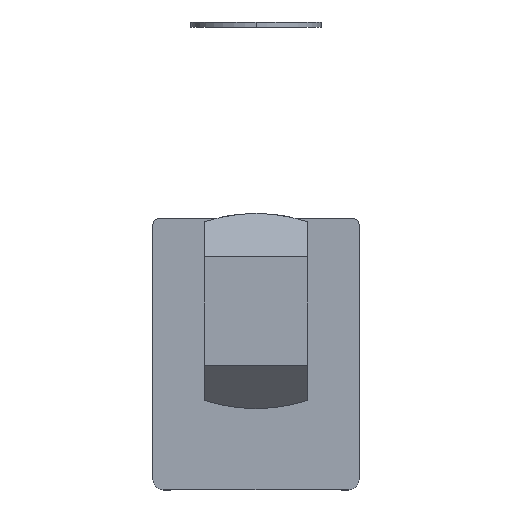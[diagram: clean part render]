
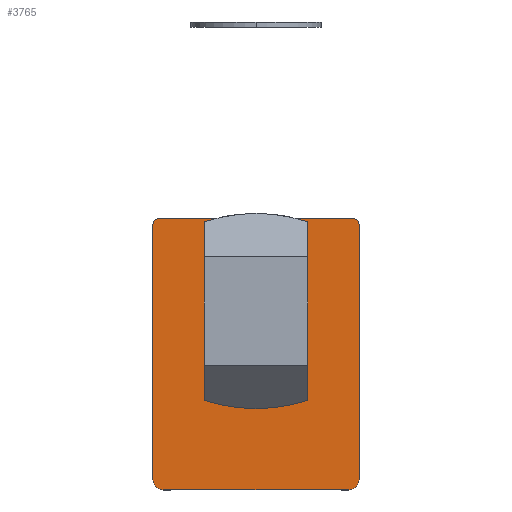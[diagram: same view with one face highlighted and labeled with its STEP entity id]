
A CAD part, front view. The second image highlights one B-rep face of the part: STEP entity #3765.
In plain terms, the highlighted planar face has unit normal (0, -1, 0).
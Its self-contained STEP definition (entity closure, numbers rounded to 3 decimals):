
#12 = VECTOR ( 'NONE', #1354, 1000. ) ;
#79 = AXIS2_PLACEMENT_3D ( 'NONE', #4037, #2147, #145 ) ;
#145 = DIRECTION ( 'NONE',  ( 0., 0., 1. ) ) ;
#226 = EDGE_CURVE ( 'NONE', #3992, #1731, #2469, .T. ) ;
#257 = VERTEX_POINT ( 'NONE', #3356 ) ;
#345 = VERTEX_POINT ( 'NONE', #1210 ) ;
#373 = ORIENTED_EDGE ( 'NONE', *, *, #3543, .F. ) ;
#443 = DIRECTION ( 'NONE',  ( 1., 0., 0. ) ) ;
#463 = CARTESIAN_POINT ( 'NONE',  ( 19., 0., -25. ) ) ;
#479 = ORIENTED_EDGE ( 'NONE', *, *, #577, .T. ) ;
#506 = EDGE_CURVE ( 'NONE', #1023, #1268, #1563, .T. ) ;
#550 = CARTESIAN_POINT ( 'NONE',  ( 14.25, 0., -3.5 ) ) ;
#559 = LINE ( 'NONE', #463, #3897 ) ;
#577 = EDGE_CURVE ( 'NONE', #1023, #1197, #1122, .T. ) ;
#587 = AXIS2_PLACEMENT_3D ( 'NONE', #1146, #3398, #1491 ) ;
#687 = AXIS2_PLACEMENT_3D ( 'NONE', #951, #3220, #1290 ) ;
#689 = VECTOR ( 'NONE', #1542, 1000. ) ;
#693 = ORIENTED_EDGE ( 'NONE', *, *, #2344, .T. ) ;
#750 = EDGE_CURVE ( 'NONE', #3931, #3086, #2350, .T. ) ;
#810 = EDGE_CURVE ( 'NONE', #2531, #257, #3830, .T. ) ;
#841 = VECTOR ( 'NONE', #443, 1000. ) ;
#846 = VECTOR ( 'NONE', #2470, 1000. ) ;
#890 = CARTESIAN_POINT ( 'NONE',  ( 14.25, 0., -8.5 ) ) ;
#909 = LINE ( 'NONE', #3275, #12 ) ;
#911 = ORIENTED_EDGE ( 'NONE', *, *, #226, .T. ) ;
#912 = AXIS2_PLACEMENT_3D ( 'NONE', #1484, #3714, #1808 ) ;
#946 = CARTESIAN_POINT ( 'NONE',  ( 9.75, 0., -3.5 ) ) ;
#951 = CARTESIAN_POINT ( 'NONE',  ( 0.5, 0., -0.5 ) ) ;
#994 = ORIENTED_EDGE ( 'NONE', *, *, #1819, .F. ) ;
#1023 = VERTEX_POINT ( 'NONE', #3147 ) ;
#1029 = CARTESIAN_POINT ( 'NONE',  ( 0., 0., -25. ) ) ;
#1031 = EDGE_CURVE ( 'NONE', #2225, #3931, #3880, .T. ) ;
#1122 = CIRCLE ( 'NONE', #3420, 1. ) ;
#1143 = ORIENTED_EDGE ( 'NONE', *, *, #4185, .T. ) ;
#1146 = CARTESIAN_POINT ( 'NONE',  ( 9.75, 0., -8.5 ) ) ;
#1173 = EDGE_CURVE ( 'NONE', #3643, #345, #3177, .T. ) ;
#1197 = VERTEX_POINT ( 'NONE', #3487 ) ;
#1210 = CARTESIAN_POINT ( 'NONE',  ( 14.25, 0., -3.5 ) ) ;
#1268 = VERTEX_POINT ( 'NONE', #2447 ) ;
#1290 = DIRECTION ( 'NONE',  ( 0., 0., -1. ) ) ;
#1354 = DIRECTION ( 'NONE',  ( 1., 0., 0. ) ) ;
#1369 = DIRECTION ( 'NONE',  ( 0., -1., 0. ) ) ;
#1410 = EDGE_CURVE ( 'NONE', #4193, #257, #3423, .T. ) ;
#1422 = DIRECTION ( 'NONE',  ( 0., 0., 1. ) ) ;
#1452 = VECTOR ( 'NONE', #1422, 1000. ) ;
#1473 = VECTOR ( 'NONE', #2268, 1000. ) ;
#1484 = CARTESIAN_POINT ( 'NONE',  ( 18., 0., -24. ) ) ;
#1491 = DIRECTION ( 'NONE',  ( 0., 0., 1. ) ) ;
#1542 = DIRECTION ( 'NONE',  ( 0., 0., 1. ) ) ;
#1548 = CARTESIAN_POINT ( 'NONE',  ( 1., 0., -24. ) ) ;
#1563 = LINE ( 'NONE', #3654, #1452 ) ;
#1570 = CARTESIAN_POINT ( 'NONE',  ( 4.75, 0., -13.5 ) ) ;
#1601 = CIRCLE ( 'NONE', #687, 0.5 ) ;
#1648 = DIRECTION ( 'NONE',  ( 0., -1., 0. ) ) ;
#1731 = VERTEX_POINT ( 'NONE', #2524 ) ;
#1766 = ORIENTED_EDGE ( 'NONE', *, *, #750, .F. ) ;
#1808 = DIRECTION ( 'NONE',  ( 0., 0., -1. ) ) ;
#1819 = EDGE_CURVE ( 'NONE', #3086, #2004, #4170, .T. ) ;
#1869 = DIRECTION ( 'NONE',  ( 0., 0., -1. ) ) ;
#1930 = CARTESIAN_POINT ( 'NONE',  ( 4.75, 0., -8.5 ) ) ;
#2004 = VERTEX_POINT ( 'NONE', #3150 ) ;
#2006 = ORIENTED_EDGE ( 'NONE', *, *, #1173, .F. ) ;
#2110 = VECTOR ( 'NONE', #3144, 1000. ) ;
#2147 = DIRECTION ( 'NONE',  ( 0., -1., 0. ) ) ;
#2154 = CARTESIAN_POINT ( 'NONE',  ( 0., 0., 0. ) ) ;
#2225 = VERTEX_POINT ( 'NONE', #946 ) ;
#2268 = DIRECTION ( 'NONE',  ( 0., 0., -1. ) ) ;
#2270 = CARTESIAN_POINT ( 'NONE',  ( 14.25, 0., -8.5 ) ) ;
#2319 = CIRCLE ( 'NONE', #79, 5. ) ;
#2344 = EDGE_CURVE ( 'NONE', #1197, #3992, #909, .T. ) ;
#2350 = LINE ( 'NONE', #1930, #1473 ) ;
#2447 = CARTESIAN_POINT ( 'NONE',  ( 0., 0., -0.5 ) ) ;
#2452 = DIRECTION ( 'NONE',  ( 0., 0., 1. ) ) ;
#2469 = CIRCLE ( 'NONE', #912, 1. ) ;
#2470 = DIRECTION ( 'NONE',  ( 1., 0., 0. ) ) ;
#2514 = ORIENTED_EDGE ( 'NONE', *, *, #1031, .F. ) ;
#2524 = CARTESIAN_POINT ( 'NONE',  ( 19., 0., -24. ) ) ;
#2531 = VERTEX_POINT ( 'NONE', #3074 ) ;
#2592 = CARTESIAN_POINT ( 'NONE',  ( 4.75, 0., -13.5 ) ) ;
#2693 = EDGE_LOOP ( 'NONE', ( #4092, #479, #693, #911, #2737, #2706, #3710, #1143 ) ) ;
#2706 = ORIENTED_EDGE ( 'NONE', *, *, #810, .T. ) ;
#2737 = ORIENTED_EDGE ( 'NONE', *, *, #3974, .T. ) ;
#2891 = CARTESIAN_POINT ( 'NONE',  ( 0.5, 0., 0. ) ) ;
#2944 = LINE ( 'NONE', #550, #2110 ) ;
#3052 = CARTESIAN_POINT ( 'NONE',  ( 4.75, 0., -8.5 ) ) ;
#3074 = CARTESIAN_POINT ( 'NONE',  ( 19., 0., -0.5 ) ) ;
#3086 = VERTEX_POINT ( 'NONE', #2592 ) ;
#3093 = FACE_OUTER_BOUND ( 'NONE', #2693, .T. ) ;
#3139 = AXIS2_PLACEMENT_3D ( 'NONE', #3544, #1648, #3881 ) ;
#3144 = DIRECTION ( 'NONE',  ( -1., 0., 0. ) ) ;
#3147 = CARTESIAN_POINT ( 'NONE',  ( 0., 0., -24. ) ) ;
#3150 = CARTESIAN_POINT ( 'NONE',  ( 9.25, 0., -13.5 ) ) ;
#3177 = LINE ( 'NONE', #890, #689 ) ;
#3220 = DIRECTION ( 'NONE',  ( 0., -1., 0. ) ) ;
#3239 = AXIS2_PLACEMENT_3D ( 'NONE', #1029, #1369, #3601 ) ;
#3241 = EDGE_LOOP ( 'NONE', ( #373, #2006, #3653, #994, #1766, #2514 ) ) ;
#3275 = CARTESIAN_POINT ( 'NONE',  ( 0., 0., -25. ) ) ;
#3356 = CARTESIAN_POINT ( 'NONE',  ( 18.5, 0., 0. ) ) ;
#3398 = DIRECTION ( 'NONE',  ( 0., -1., 0. ) ) ;
#3420 = AXIS2_PLACEMENT_3D ( 'NONE', #1548, #3777, #1869 ) ;
#3423 = LINE ( 'NONE', #2154, #846 ) ;
#3487 = CARTESIAN_POINT ( 'NONE',  ( 1., 0., -25. ) ) ;
#3543 = EDGE_CURVE ( 'NONE', #345, #2225, #2944, .T. ) ;
#3544 = CARTESIAN_POINT ( 'NONE',  ( 18.5, 0., -0.5 ) ) ;
#3601 = DIRECTION ( 'NONE',  ( 0., 0., -1. ) ) ;
#3643 = VERTEX_POINT ( 'NONE', #2270 ) ;
#3653 = ORIENTED_EDGE ( 'NONE', *, *, #3997, .F. ) ;
#3654 = CARTESIAN_POINT ( 'NONE',  ( 0., 0., -25. ) ) ;
#3705 = CARTESIAN_POINT ( 'NONE',  ( 18., 0., -25. ) ) ;
#3710 = ORIENTED_EDGE ( 'NONE', *, *, #1410, .F. ) ;
#3714 = DIRECTION ( 'NONE',  ( 0., -1., 0. ) ) ;
#3765 = ADVANCED_FACE ( 'NONE', ( #3093, #4038 ), #3922, .T. ) ;
#3777 = DIRECTION ( 'NONE',  ( 0., -1., 0. ) ) ;
#3830 = CIRCLE ( 'NONE', #3139, 0.5 ) ;
#3880 = CIRCLE ( 'NONE', #587, 5. ) ;
#3881 = DIRECTION ( 'NONE',  ( 0., 0., -1. ) ) ;
#3897 = VECTOR ( 'NONE', #2452, 1000. ) ;
#3922 = PLANE ( 'NONE',  #3239 ) ;
#3931 = VERTEX_POINT ( 'NONE', #3052 ) ;
#3974 = EDGE_CURVE ( 'NONE', #1731, #2531, #559, .T. ) ;
#3992 = VERTEX_POINT ( 'NONE', #3705 ) ;
#3997 = EDGE_CURVE ( 'NONE', #2004, #3643, #2319, .T. ) ;
#4037 = CARTESIAN_POINT ( 'NONE',  ( 9.25, 0., -8.5 ) ) ;
#4038 = FACE_BOUND ( 'NONE', #3241, .T. ) ;
#4092 = ORIENTED_EDGE ( 'NONE', *, *, #506, .F. ) ;
#4170 = LINE ( 'NONE', #1570, #841 ) ;
#4185 = EDGE_CURVE ( 'NONE', #4193, #1268, #1601, .T. ) ;
#4193 = VERTEX_POINT ( 'NONE', #2891 ) ;
